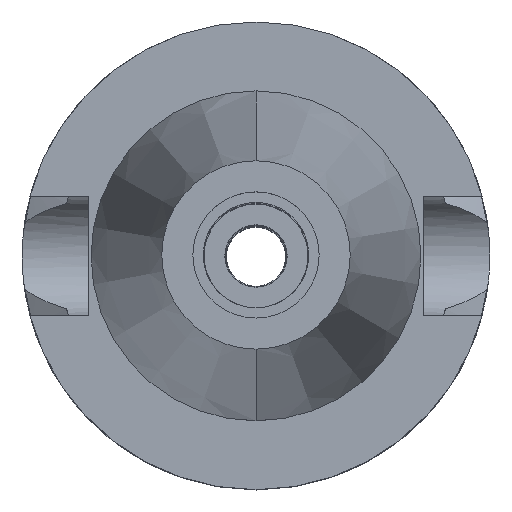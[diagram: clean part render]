
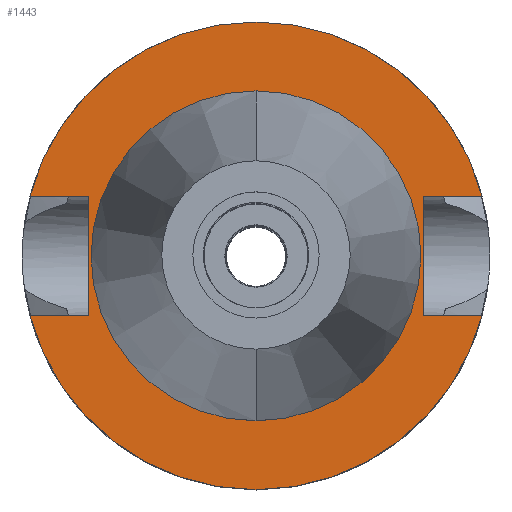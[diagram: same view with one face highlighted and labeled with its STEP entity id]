
A CAD part, top view. The second image highlights one B-rep face of the part: STEP entity #1443.
In plain terms, the highlighted planar face has unit normal (0, 0, 1).
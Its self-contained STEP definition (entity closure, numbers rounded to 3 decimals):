
#121=DIRECTION('',(0.,1.,0.));
#122=VECTOR('',#121,16.1);
#123=CARTESIAN_POINT('',(-22.5,-8.05,-1.));
#124=LINE('',#123,#122);
#128=DIRECTION('',(-1.,0.,0.));
#129=VECTOR('',#128,7.954);
#130=CARTESIAN_POINT('',(-22.5,8.05,-1.));
#131=LINE('',#130,#129);
#135=CARTESIAN_POINT('',(0.,0.,-1.));
#136=DIRECTION('',(0.,0.,-1.));
#137=DIRECTION('',(-0.967,0.256,0.));
#138=AXIS2_PLACEMENT_3D('',#135,#136,#137);
#143=CARTESIAN_POINT('',(0.,0.,-1.));
#144=DIRECTION('',(0.,0.,-1.));
#145=DIRECTION('',(0.,1.,0.));
#146=AXIS2_PLACEMENT_3D('',#143,#144,#145);
#151=DIRECTION('',(0.,-1.,0.));
#152=VECTOR('',#151,16.1);
#153=CARTESIAN_POINT('',(22.5,8.05,-1.));
#154=LINE('',#153,#152);
#158=DIRECTION('',(1.,0.,0.));
#159=VECTOR('',#158,7.954);
#160=CARTESIAN_POINT('',(22.5,-8.05,-1.));
#161=LINE('',#160,#159);
#165=CARTESIAN_POINT('',(0.,0.,-1.));
#166=DIRECTION('',(0.,0.,-1.));
#167=DIRECTION('',(0.967,-0.256,0.));
#168=AXIS2_PLACEMENT_3D('',#165,#166,#167);
#173=CARTESIAN_POINT('',(0.,0.,-1.));
#174=DIRECTION('',(0.,0.,-1.));
#175=DIRECTION('',(0.,-1.,0.));
#176=AXIS2_PLACEMENT_3D('',#173,#174,#175);
#181=CARTESIAN_POINT('',(0.,0.,-1.));
#182=DIRECTION('',(0.,0.,1.));
#183=DIRECTION('',(0.,-1.,0.));
#184=AXIS2_PLACEMENT_3D('',#181,#182,#183);
#189=CARTESIAN_POINT('',(0.,0.,-1.));
#190=DIRECTION('',(0.,0.,1.));
#191=DIRECTION('',(0.,1.,0.));
#192=AXIS2_PLACEMENT_3D('',#189,#190,#191);
#227=DIRECTION('',(-1.,0.,0.));
#228=VECTOR('',#227,7.954);
#229=CARTESIAN_POINT('',(-22.5,-8.05,-1.));
#230=LINE('',#229,#228);
#364=DIRECTION('',(1.,0.,0.));
#365=VECTOR('',#364,7.954);
#366=CARTESIAN_POINT('',(22.5,8.05,-1.));
#367=LINE('',#366,#365);
#1300=CARTESIAN_POINT('',(-22.5,-8.05,-1.));
#1301=VERTEX_POINT('',#1300);
#1302=CARTESIAN_POINT('',(-30.454,-8.05,-1.));
#1303=VERTEX_POINT('',#1302);
#1306=CARTESIAN_POINT('',(-22.5,8.05,-1.));
#1307=VERTEX_POINT('',#1306);
#1308=CARTESIAN_POINT('',(-30.454,8.05,-1.));
#1309=VERTEX_POINT('',#1308);
#1310=CARTESIAN_POINT('',(0.,31.5,-1.));
#1311=CARTESIAN_POINT('',(30.454,8.05,-1.));
#1312=VERTEX_POINT('',#1310);
#1313=VERTEX_POINT('',#1311);
#1314=CARTESIAN_POINT('',(22.5,8.05,-1.));
#1315=VERTEX_POINT('',#1314);
#1316=CARTESIAN_POINT('',(22.5,-8.05,-1.));
#1317=VERTEX_POINT('',#1316);
#1318=CARTESIAN_POINT('',(30.454,-8.05,-1.));
#1319=VERTEX_POINT('',#1318);
#1320=CARTESIAN_POINT('',(0.,-31.5,-1.));
#1321=VERTEX_POINT('',#1320);
#1322=CARTESIAN_POINT('',(0.,-22.225,-1.));
#1323=CARTESIAN_POINT('',(0.,22.225,-1.));
#1324=VERTEX_POINT('',#1322);
#1325=VERTEX_POINT('',#1323);
#1412=CARTESIAN_POINT('',(0.,0.,-1.));
#1413=DIRECTION('',(0.,0.,-1.));
#1414=DIRECTION('',(0.,-1.,0.));
#1415=AXIS2_PLACEMENT_3D('',#1412,#1413,#1414);
#1416=PLANE('',#1415);
#1418=ORIENTED_EDGE('',*,*,#1417,.T.);
#1420=ORIENTED_EDGE('',*,*,#1419,.T.);
#1422=ORIENTED_EDGE('',*,*,#1421,.T.);
#1424=ORIENTED_EDGE('',*,*,#1423,.T.);
#1426=ORIENTED_EDGE('',*,*,#1425,.F.);
#1428=ORIENTED_EDGE('',*,*,#1427,.T.);
#1430=ORIENTED_EDGE('',*,*,#1429,.T.);
#1432=ORIENTED_EDGE('',*,*,#1431,.T.);
#1434=ORIENTED_EDGE('',*,*,#1433,.T.);
#1436=ORIENTED_EDGE('',*,*,#1435,.F.);
#1437=EDGE_LOOP('',(#1418,#1420,#1422,#1424,#1426,#1428,#1430,#1432,#1434,
#1436));
#1438=FACE_OUTER_BOUND('',#1437,.F.);
#1439=ORIENTED_EDGE('',*,*,#1391,.T.);
#1440=ORIENTED_EDGE('',*,*,#1407,.T.);
#1441=EDGE_LOOP('',(#1439,#1440));
#1442=FACE_BOUND('',#1441,.F.);
#139=CIRCLE('',#138,31.5);
#147=CIRCLE('',#146,31.5);
#169=CIRCLE('',#168,31.5);
#177=CIRCLE('',#176,31.5);
#185=CIRCLE('',#184,22.225);
#193=CIRCLE('',#192,22.225);
#1391=EDGE_CURVE('',#1324,#1325,#185,.T.);
#1407=EDGE_CURVE('',#1325,#1324,#193,.T.);
#1417=EDGE_CURVE('',#1301,#1307,#124,.T.);
#1419=EDGE_CURVE('',#1307,#1309,#131,.T.);
#1421=EDGE_CURVE('',#1309,#1312,#139,.T.);
#1423=EDGE_CURVE('',#1312,#1313,#147,.T.);
#1425=EDGE_CURVE('',#1315,#1313,#367,.T.);
#1427=EDGE_CURVE('',#1315,#1317,#154,.T.);
#1429=EDGE_CURVE('',#1317,#1319,#161,.T.);
#1431=EDGE_CURVE('',#1319,#1321,#169,.T.);
#1433=EDGE_CURVE('',#1321,#1303,#177,.T.);
#1435=EDGE_CURVE('',#1301,#1303,#230,.T.);
#1443=ADVANCED_FACE('',(#1438,#1442),#1416,.F.);
